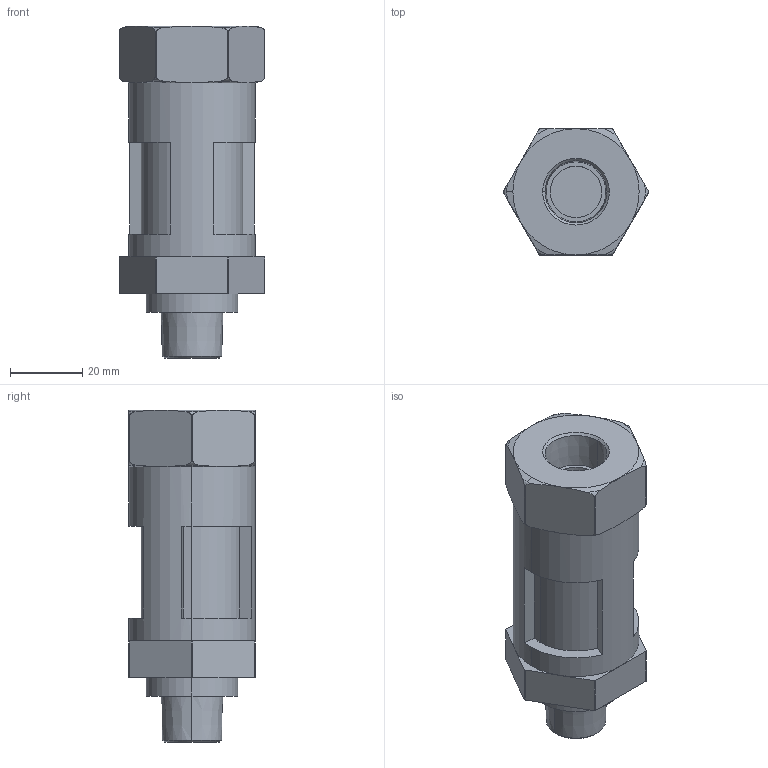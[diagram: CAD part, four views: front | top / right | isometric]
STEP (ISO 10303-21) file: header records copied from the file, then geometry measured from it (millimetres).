
FILE_DESCRIPTION (( 'STEP AP203' ), '1' );
FILE_NAME ('MF-0606-N.step', '2024-08-21T11:20:39', ( '' ), ( '' ), 'SwSTEP 2.0', 'SolidWorks 2023', '' );
FILE_SCHEMA (( 'CONFIG_CONTROL_DESIGN' ));
Length unit declared in the file: inch
Products named in the file (1): MF-0606-N
Bounding box: 40.13 x 34.93 x 91.81 mm (x, y, z)
Volume: 45867.1 mm3; surface area: 21894.1 mm2
Topology: 2 solids, 2 shells, 102 faces, 265 edges, 169 vertices
Faces by surface type: plane 40, cylinder 28, cone 22, bspline 12
Entity records: 4171 total; most frequent: CARTESIAN_POINT 1613, ORIENTED_EDGE 530, DIRECTION 520, EDGE_CURVE 265, AXIS2_PLACEMENT_3D 212, VERTEX_POINT 169, CIRCLE 121, EDGE_LOOP 112
